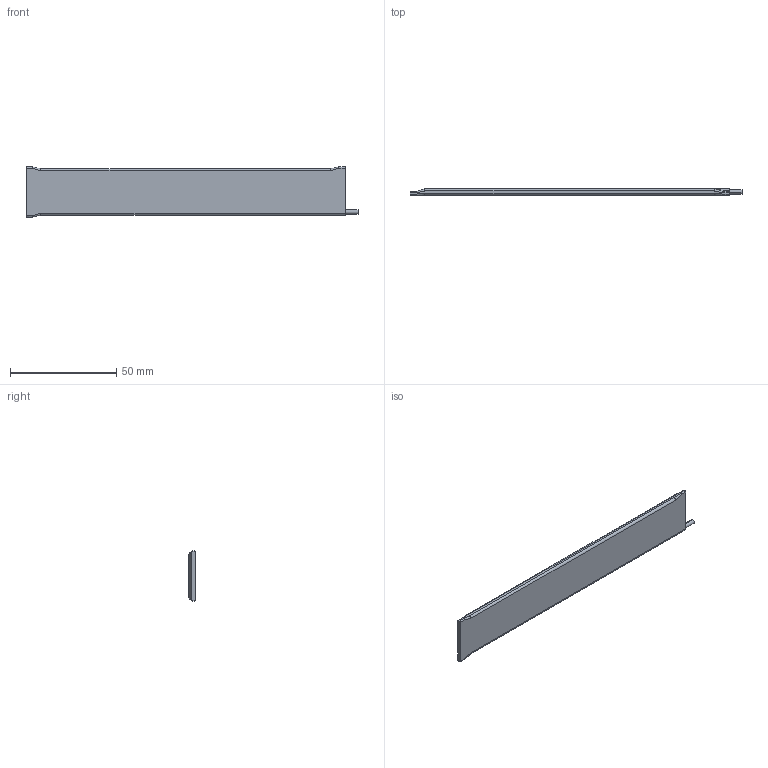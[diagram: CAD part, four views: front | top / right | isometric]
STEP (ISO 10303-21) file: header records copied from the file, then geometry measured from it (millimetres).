
FILE_DESCRIPTION (( 'STEP AP214' ), '1' );
FILE_NAME ('CELSIA_W23.5L150.0T3.0.STEP', '2025-11-14T10:21:10', ( '' ), ( '' ), 'SwSTEP 2.0', 'SolidWorks 2023', '' );
FILE_SCHEMA (( 'AUTOMOTIVE_DESIGN' ));
Length unit declared in the file: millimetre
Products named in the file (1): CELSIA_W23.5L150.0T3.0
Bounding box: 156 x 3 x 23.5 mm (x, y, z)
Volume: 9462.5 mm3; surface area: 7492.4 mm2
Topology: 1 solids, 1 shells, 275 faces, 720 edges, 474 vertices
Faces by surface type: plane 141, bspline 120, cylinder 14
Entity records: 14909 total; most frequent: CARTESIAN_POINT 8933, ORIENTED_EDGE 1440, DIRECTION 809, EDGE_CURVE 720, VERTEX_POINT 474, LINE 461, VECTOR 461, EDGE_LOOP 302
